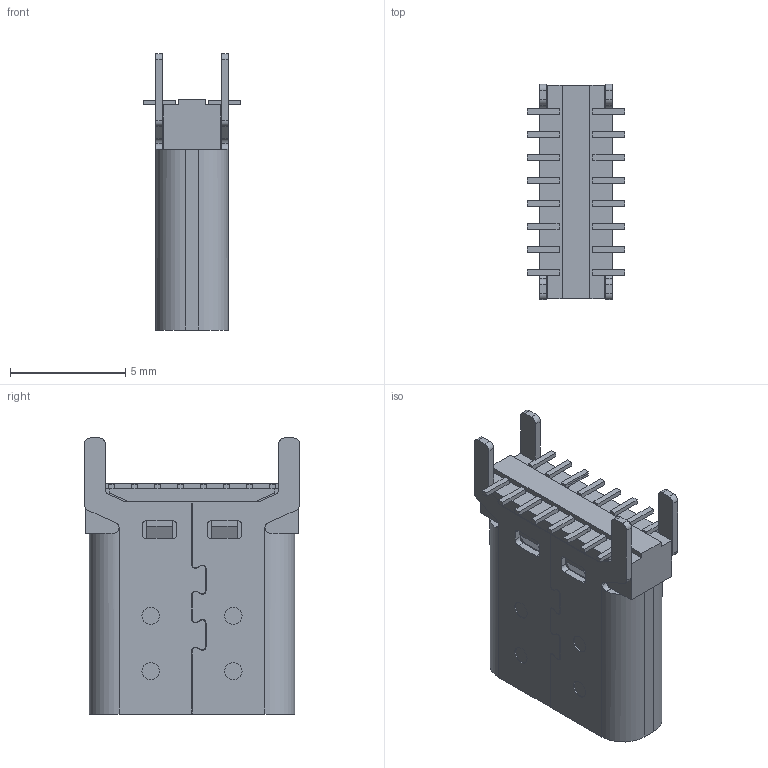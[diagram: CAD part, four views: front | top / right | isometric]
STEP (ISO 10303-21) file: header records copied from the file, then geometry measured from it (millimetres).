
FILE_DESCRIPTION (( 'STEP AP203' ), '1' );
FILE_NAME ('TYPE C 16 PIN 蕾泂10.0.STEP', '2024-09-25T08:00:13', ( 'User' ), ( 'China' ), 'SwSTEP 2.0', 'SolidWorks 2021', '' );
FILE_SCHEMA (( 'CONFIG_CONTROL_DESIGN' ));
Length unit declared in the file: millimetre
Products named in the file (1): TYPE C 16 PIN 蕾泂10.0
Bounding box: 4.25 x 9.35 x 11.99 mm (x, y, z)
Volume: 194.5 mm3; surface area: 655 mm2
Topology: 1 solids, 1 shells, 532 faces, 1515 edges, 1000 vertices
Faces by surface type: plane 378, cylinder 150, torus 4
Entity records: 17468 total; most frequent: CARTESIAN_POINT 3272, ORIENTED_EDGE 3030, DIRECTION 2845, EDGE_CURVE 1515, VECTOR 1171, LINE 1171, VERTEX_POINT 1000, AXIS2_PLACEMENT_3D 837
